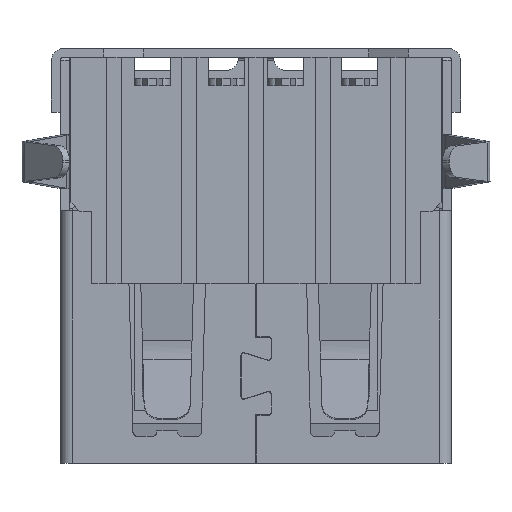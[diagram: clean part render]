
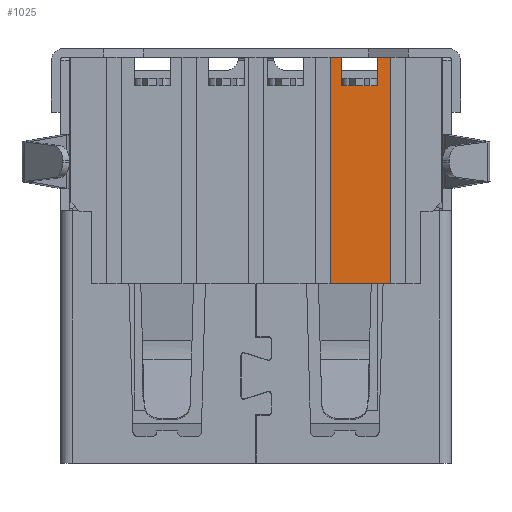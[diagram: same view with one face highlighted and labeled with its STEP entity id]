
A CAD part, top view. The second image highlights one B-rep face of the part: STEP entity #1025.
In plain terms, the highlighted planar face has unit normal (0, 0, 1).
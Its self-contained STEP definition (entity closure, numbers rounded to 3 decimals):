
#1025=ADVANCED_FACE('',(#3223),#3224,.F.);
#3223=FACE_OUTER_BOUND('',#6483,.T.);
#3224=PLANE('',#6484);
#6483=EDGE_LOOP('',(#14944,#14945,#14946,#14947,#14948,#14949,#14950,#14951));
#6484=AXIS2_PLACEMENT_3D('',#14952,#14953,#14954);
#14944=ORIENTED_EDGE('',*,*,#19875,.F.);
#14945=ORIENTED_EDGE('',*,*,#19895,.T.);
#14946=ORIENTED_EDGE('',*,*,#19896,.T.);
#14947=ORIENTED_EDGE('',*,*,#19897,.T.);
#14948=ORIENTED_EDGE('',*,*,#19898,.T.);
#14949=ORIENTED_EDGE('',*,*,#19899,.T.);
#14950=ORIENTED_EDGE('',*,*,#19894,.T.);
#14951=ORIENTED_EDGE('',*,*,#19900,.F.);
#14952=CARTESIAN_POINT('',(4.55,-9.364,3.56));
#14953=DIRECTION('',(0.0,0.0,-1.0));
#14954=DIRECTION('',(0.0,-1.0,0.0));
#19875=EDGE_CURVE('',#24945,#24947,#24948,.T.);
#19894=EDGE_CURVE('',#24972,#24980,#24982,.T.);
#19895=EDGE_CURVE('',#24945,#24983,#24984,.T.);
#19896=EDGE_CURVE('',#24983,#24985,#24986,.T.);
#19897=EDGE_CURVE('',#24985,#24987,#24988,.T.);
#19898=EDGE_CURVE('',#24987,#24989,#24990,.T.);
#19899=EDGE_CURVE('',#24989,#24972,#24991,.T.);
#19900=EDGE_CURVE('',#24947,#24980,#24992,.T.);
#24945=VERTEX_POINT('',#33618);
#24947=VERTEX_POINT('',#33621);
#24948=LINE('',#33622,#33623);
#24972=VERTEX_POINT('',#33660);
#24980=VERTEX_POINT('',#33672);
#24982=LINE('',#33675,#33676);
#24983=VERTEX_POINT('',#33677);
#24984=LINE('',#33678,#33679);
#24985=VERTEX_POINT('',#33680);
#24986=LINE('',#33681,#33682);
#24987=VERTEX_POINT('',#33683);
#24988=LINE('',#33684,#33685);
#24989=VERTEX_POINT('',#33686);
#24990=LINE('',#33687,#33688);
#24991=LINE('',#33689,#33690);
#24992=LINE('',#33691,#33692);
#33618=CARTESIAN_POINT('',(4.55,-0.9,3.56));
#33621=CARTESIAN_POINT('',(2.501,-0.9,3.56));
#33622=CARTESIAN_POINT('',(4.55,-0.9,3.56));
#33623=VECTOR('',#38382,2.049);
#33660=CARTESIAN_POINT('',(2.9,6.75,3.56));
#33672=CARTESIAN_POINT('',(2.501,6.75,3.56));
#33675=CARTESIAN_POINT('',(2.9,6.75,3.56));
#33676=VECTOR('',#38401,0.399);
#33677=CARTESIAN_POINT('',(4.55,6.75,3.56));
#33678=CARTESIAN_POINT('',(4.55,-0.9,3.56));
#33679=VECTOR('',#38402,7.65);
#33680=CARTESIAN_POINT('',(4.1,6.75,3.56));
#33681=CARTESIAN_POINT('',(4.55,6.75,3.56));
#33682=VECTOR('',#38403,0.45);
#33683=CARTESIAN_POINT('',(4.1,5.795,3.56));
#33684=CARTESIAN_POINT('',(4.1,6.75,3.56));
#33685=VECTOR('',#38404,0.955);
#33686=CARTESIAN_POINT('',(2.9,5.795,3.56));
#33687=CARTESIAN_POINT('',(4.1,5.795,3.56));
#33688=VECTOR('',#38405,1.2);
#33689=CARTESIAN_POINT('',(2.9,5.795,3.56));
#33690=VECTOR('',#38406,0.955);
#33691=CARTESIAN_POINT('',(2.501,-0.9,3.56));
#33692=VECTOR('',#38407,7.65);
#38382=DIRECTION('',(-1.0,0.0,0.0));
#38401=DIRECTION('',(-1.0,0.0,0.0));
#38402=DIRECTION('',(0.0,1.0,0.0));
#38403=DIRECTION('',(-1.0,0.0,0.0));
#38404=DIRECTION('',(0.0,-1.0,0.0));
#38405=DIRECTION('',(-1.0,0.0,0.0));
#38406=DIRECTION('',(0.0,1.0,0.0));
#38407=DIRECTION('',(0.0,1.0,0.0));
